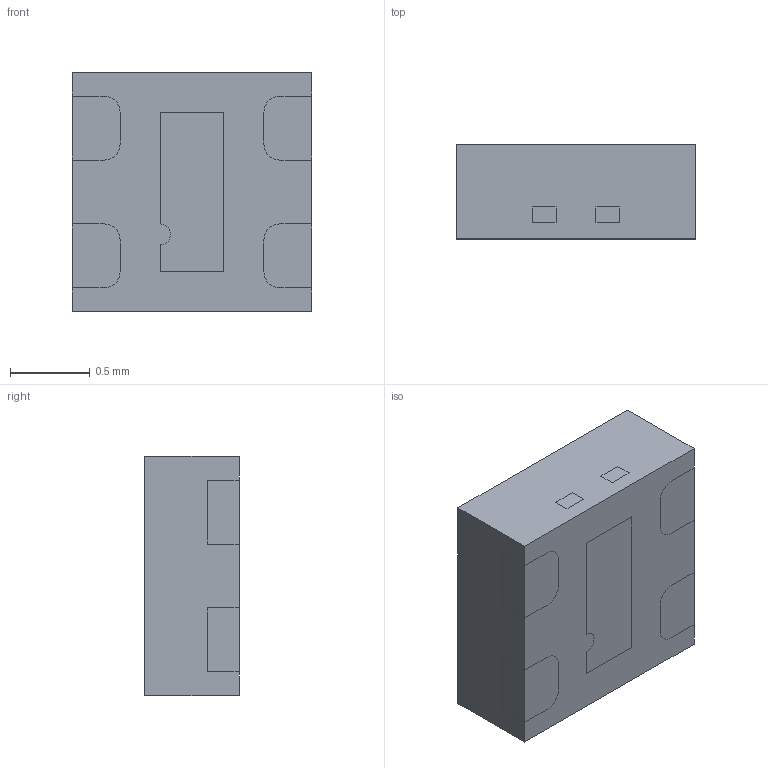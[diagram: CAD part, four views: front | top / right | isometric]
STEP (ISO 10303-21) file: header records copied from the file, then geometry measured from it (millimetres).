
FILE_DESCRIPTION (( 'STEP AP214' ), '1' );
FILE_NAME ('SHT40I-AD1B-R2.STEP', '2022-03-22T18:46:43', ( '' ), ( '' ), 'SwSTEP 2.0', 'SolidWorks 2017', '' );
FILE_SCHEMA (( 'AUTOMOTIVE_DESIGN' ));
Length unit declared in the file: millimetre
Products named in the file (1): SHT40I-AD1B-R2
Bounding box: 1.5 x 0.59 x 1.5 mm (x, y, z)
Volume: 1.3 mm3; surface area: 14.6 mm2
Topology: 8 solids, 8 shells, 113 faces, 292 edges, 194 vertices
Faces by surface type: plane 85, cylinder 26, cone 2
Entity records: 3537 total; most frequent: CARTESIAN_POINT 600, ORIENTED_EDGE 584, DIRECTION 574, EDGE_CURVE 292, VECTOR 238, LINE 238, VERTEX_POINT 194, AXIS2_PLACEMENT_3D 168
